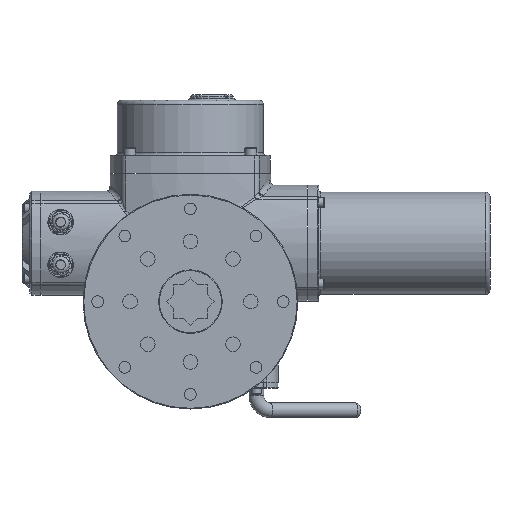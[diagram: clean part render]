
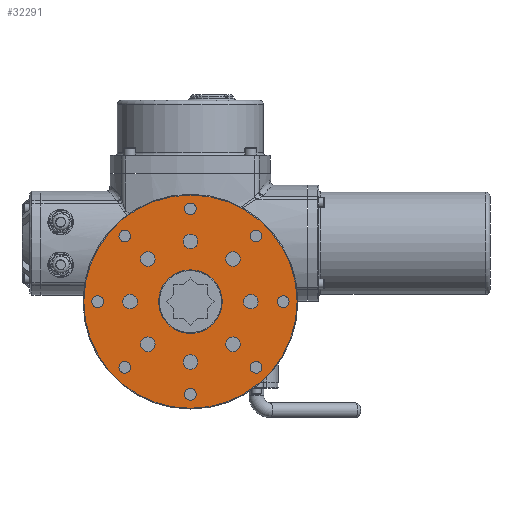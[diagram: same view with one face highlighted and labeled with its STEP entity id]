
A CAD part, front view. The second image highlights one B-rep face of the part: STEP entity #32291.
In plain terms, the highlighted planar face has unit normal (0, -1, 0).
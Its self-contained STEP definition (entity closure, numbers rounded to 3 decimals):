
#1119=FACE_BOUND('',#10970,.T.);
#1120=FACE_BOUND('',#10971,.T.);
#1121=FACE_BOUND('',#10972,.T.);
#1122=FACE_BOUND('',#10973,.T.);
#1123=FACE_BOUND('',#10974,.T.);
#1124=FACE_BOUND('',#10975,.T.);
#1125=FACE_BOUND('',#10976,.T.);
#1126=FACE_BOUND('',#10977,.T.);
#1127=FACE_BOUND('',#10978,.T.);
#1128=FACE_BOUND('',#10979,.T.);
#1129=FACE_BOUND('',#10980,.T.);
#1130=FACE_BOUND('',#10981,.T.);
#1131=FACE_BOUND('',#10982,.T.);
#1132=FACE_BOUND('',#10983,.T.);
#1133=FACE_BOUND('',#10984,.T.);
#1134=FACE_BOUND('',#10985,.T.);
#1135=FACE_BOUND('',#10986,.T.);
#1863=PLANE('',#34675);
#9076=FACE_OUTER_BOUND('',#10969,.T.);
#10969=EDGE_LOOP('',(#27444));
#10970=EDGE_LOOP('',(#27445));
#10971=EDGE_LOOP('',(#27446));
#10972=EDGE_LOOP('',(#27447));
#10973=EDGE_LOOP('',(#27448));
#10974=EDGE_LOOP('',(#27449));
#10975=EDGE_LOOP('',(#27450));
#10976=EDGE_LOOP('',(#27451));
#10977=EDGE_LOOP('',(#27452));
#10978=EDGE_LOOP('',(#27453));
#10979=EDGE_LOOP('',(#27454));
#10980=EDGE_LOOP('',(#27455));
#10981=EDGE_LOOP('',(#27456));
#10982=EDGE_LOOP('',(#27457));
#10983=EDGE_LOOP('',(#27458));
#10984=EDGE_LOOP('',(#27459));
#10985=EDGE_LOOP('',(#27460));
#10986=EDGE_LOOP('',(#27461));
#12153=CIRCLE('',#34671,146.);
#12156=CIRCLE('',#34676,8.);
#12157=CIRCLE('',#34677,10.);
#12158=CIRCLE('',#34678,8.);
#12159=CIRCLE('',#34679,8.);
#12160=CIRCLE('',#34680,8.);
#12161=CIRCLE('',#34681,8.);
#12162=CIRCLE('',#34682,8.);
#12163=CIRCLE('',#34683,8.);
#12164=CIRCLE('',#34684,8.);
#12165=CIRCLE('',#34685,10.);
#12166=CIRCLE('',#34686,10.);
#12167=CIRCLE('',#34687,10.);
#12168=CIRCLE('',#34688,10.);
#12169=CIRCLE('',#34689,10.);
#12170=CIRCLE('',#34690,43.5);
#12171=CIRCLE('',#34691,10.);
#12172=CIRCLE('',#34692,10.);
#14902=VERTEX_POINT('',#69145);
#14904=VERTEX_POINT('',#69154);
#14905=VERTEX_POINT('',#69156);
#14906=VERTEX_POINT('',#69158);
#14907=VERTEX_POINT('',#69160);
#14908=VERTEX_POINT('',#69162);
#14909=VERTEX_POINT('',#69164);
#14910=VERTEX_POINT('',#69166);
#14911=VERTEX_POINT('',#69168);
#14912=VERTEX_POINT('',#69170);
#14913=VERTEX_POINT('',#69172);
#14914=VERTEX_POINT('',#69174);
#14915=VERTEX_POINT('',#69176);
#14916=VERTEX_POINT('',#69178);
#14917=VERTEX_POINT('',#69180);
#14918=VERTEX_POINT('',#69182);
#14919=VERTEX_POINT('',#69184);
#14920=VERTEX_POINT('',#69186);
#19156=EDGE_CURVE('',#14902,#14902,#12153,.T.);
#19160=EDGE_CURVE('',#14904,#14904,#12156,.T.);
#19161=EDGE_CURVE('',#14905,#14905,#12157,.T.);
#19162=EDGE_CURVE('',#14906,#14906,#12158,.T.);
#19163=EDGE_CURVE('',#14907,#14907,#12159,.T.);
#19164=EDGE_CURVE('',#14908,#14908,#12160,.T.);
#19165=EDGE_CURVE('',#14909,#14909,#12161,.T.);
#19166=EDGE_CURVE('',#14910,#14910,#12162,.T.);
#19167=EDGE_CURVE('',#14911,#14911,#12163,.T.);
#19168=EDGE_CURVE('',#14912,#14912,#12164,.T.);
#19169=EDGE_CURVE('',#14913,#14913,#12165,.T.);
#19170=EDGE_CURVE('',#14914,#14914,#12166,.T.);
#19171=EDGE_CURVE('',#14915,#14915,#12167,.T.);
#19172=EDGE_CURVE('',#14916,#14916,#12168,.T.);
#19173=EDGE_CURVE('',#14917,#14917,#12169,.T.);
#19174=EDGE_CURVE('',#14918,#14918,#12170,.T.);
#19175=EDGE_CURVE('',#14919,#14919,#12171,.T.);
#19176=EDGE_CURVE('',#14920,#14920,#12172,.T.);
#27444=ORIENTED_EDGE('',*,*,#19156,.F.);
#27445=ORIENTED_EDGE('',*,*,#19160,.F.);
#27446=ORIENTED_EDGE('',*,*,#19161,.F.);
#27447=ORIENTED_EDGE('',*,*,#19162,.F.);
#27448=ORIENTED_EDGE('',*,*,#19163,.F.);
#27449=ORIENTED_EDGE('',*,*,#19164,.F.);
#27450=ORIENTED_EDGE('',*,*,#19165,.F.);
#27451=ORIENTED_EDGE('',*,*,#19166,.F.);
#27452=ORIENTED_EDGE('',*,*,#19167,.F.);
#27453=ORIENTED_EDGE('',*,*,#19168,.F.);
#27454=ORIENTED_EDGE('',*,*,#19169,.F.);
#27455=ORIENTED_EDGE('',*,*,#19170,.F.);
#27456=ORIENTED_EDGE('',*,*,#19171,.F.);
#27457=ORIENTED_EDGE('',*,*,#19172,.F.);
#27458=ORIENTED_EDGE('',*,*,#19173,.F.);
#27459=ORIENTED_EDGE('',*,*,#19174,.F.);
#27460=ORIENTED_EDGE('',*,*,#19175,.F.);
#27461=ORIENTED_EDGE('',*,*,#19176,.F.);
#32291=ADVANCED_FACE('',(#9076,#1119,#1120,#1121,#1122,#1123,#1124,#1125,
#1126,#1127,#1128,#1129,#1130,#1131,#1132,#1133,#1134,#1135),#1863,.F.);
#34671=AXIS2_PLACEMENT_3D('',#69147,#40932,#40933);
#34675=AXIS2_PLACEMENT_3D('',#69153,#40941,#40942);
#34676=AXIS2_PLACEMENT_3D('',#69155,#40943,#40944);
#34677=AXIS2_PLACEMENT_3D('',#69157,#40945,#40946);
#34678=AXIS2_PLACEMENT_3D('',#69159,#40947,#40948);
#34679=AXIS2_PLACEMENT_3D('',#69161,#40949,#40950);
#34680=AXIS2_PLACEMENT_3D('',#69163,#40951,#40952);
#34681=AXIS2_PLACEMENT_3D('',#69165,#40953,#40954);
#34682=AXIS2_PLACEMENT_3D('',#69167,#40955,#40956);
#34683=AXIS2_PLACEMENT_3D('',#69169,#40957,#40958);
#34684=AXIS2_PLACEMENT_3D('',#69171,#40959,#40960);
#34685=AXIS2_PLACEMENT_3D('',#69173,#40961,#40962);
#34686=AXIS2_PLACEMENT_3D('',#69175,#40963,#40964);
#34687=AXIS2_PLACEMENT_3D('',#69177,#40965,#40966);
#34688=AXIS2_PLACEMENT_3D('',#69179,#40967,#40968);
#34689=AXIS2_PLACEMENT_3D('',#69181,#40969,#40970);
#34690=AXIS2_PLACEMENT_3D('',#69183,#40971,#40972);
#34691=AXIS2_PLACEMENT_3D('',#69185,#40973,#40974);
#34692=AXIS2_PLACEMENT_3D('',#69187,#40975,#40976);
#40932=DIRECTION('center_axis',(0.,1.,0.));
#40933=DIRECTION('ref_axis',(1.,0.,0.));
#40941=DIRECTION('center_axis',(0.,1.,0.));
#40942=DIRECTION('ref_axis',(0.,0.,1.));
#40943=DIRECTION('center_axis',(0.,-1.,0.));
#40944=DIRECTION('ref_axis',(1.,0.,0.));
#40945=DIRECTION('center_axis',(0.,-1.,0.));
#40946=DIRECTION('ref_axis',(1.,0.,0.));
#40947=DIRECTION('center_axis',(0.,-1.,0.));
#40948=DIRECTION('ref_axis',(1.,0.,0.));
#40949=DIRECTION('center_axis',(0.,-1.,0.));
#40950=DIRECTION('ref_axis',(1.,0.,0.));
#40951=DIRECTION('center_axis',(0.,-1.,0.));
#40952=DIRECTION('ref_axis',(1.,0.,0.));
#40953=DIRECTION('center_axis',(0.,-1.,0.));
#40954=DIRECTION('ref_axis',(1.,0.,0.));
#40955=DIRECTION('center_axis',(0.,-1.,0.));
#40956=DIRECTION('ref_axis',(1.,0.,0.));
#40957=DIRECTION('center_axis',(0.,-1.,0.));
#40958=DIRECTION('ref_axis',(1.,0.,0.));
#40959=DIRECTION('center_axis',(0.,-1.,0.));
#40960=DIRECTION('ref_axis',(1.,0.,0.));
#40961=DIRECTION('center_axis',(0.,-1.,0.));
#40962=DIRECTION('ref_axis',(1.,0.,0.));
#40963=DIRECTION('center_axis',(0.,-1.,0.));
#40964=DIRECTION('ref_axis',(1.,0.,0.));
#40965=DIRECTION('center_axis',(0.,-1.,0.));
#40966=DIRECTION('ref_axis',(1.,0.,0.));
#40967=DIRECTION('center_axis',(0.,-1.,0.));
#40968=DIRECTION('ref_axis',(1.,0.,0.));
#40969=DIRECTION('center_axis',(0.,-1.,0.));
#40970=DIRECTION('ref_axis',(1.,0.,0.));
#40971=DIRECTION('center_axis',(0.,-1.,0.));
#40972=DIRECTION('ref_axis',(1.,0.,0.));
#40973=DIRECTION('center_axis',(0.,-1.,0.));
#40974=DIRECTION('ref_axis',(1.,0.,0.));
#40975=DIRECTION('center_axis',(0.,-1.,0.));
#40976=DIRECTION('ref_axis',(1.,0.,0.));
#69145=CARTESIAN_POINT('',(0.,0.,-146.));
#69147=CARTESIAN_POINT('Origin',(0.,0.,0.));
#69153=CARTESIAN_POINT('Origin',(0.,0.,0.));
#69154=CARTESIAN_POINT('',(81.803,0.,-89.803));
#69155=CARTESIAN_POINT('Origin',(89.803,0.,-89.803));
#69156=CARTESIAN_POINT('',(48.336,0.,-58.336));
#69157=CARTESIAN_POINT('Origin',(58.336,0.,-58.336));
#69158=CARTESIAN_POINT('',(119.,0.,0.));
#69159=CARTESIAN_POINT('Origin',(127.,0.,0.));
#69160=CARTESIAN_POINT('',(81.803,0.,89.803));
#69161=CARTESIAN_POINT('Origin',(89.803,0.,89.803));
#69162=CARTESIAN_POINT('',(-8.,0.,127.));
#69163=CARTESIAN_POINT('Origin',(0.,0.,127.));
#69164=CARTESIAN_POINT('',(-97.803,0.,89.803));
#69165=CARTESIAN_POINT('Origin',(-89.803,0.,89.803));
#69166=CARTESIAN_POINT('',(-135.,0.,0.));
#69167=CARTESIAN_POINT('Origin',(-127.,0.,0.));
#69168=CARTESIAN_POINT('',(-97.803,0.,-89.803));
#69169=CARTESIAN_POINT('Origin',(-89.803,0.,-89.803));
#69170=CARTESIAN_POINT('',(-8.,0.,-127.));
#69171=CARTESIAN_POINT('Origin',(0.,0.,-127.));
#69172=CARTESIAN_POINT('',(72.5,0.,0.));
#69173=CARTESIAN_POINT('Origin',(82.5,0.,0.));
#69174=CARTESIAN_POINT('',(48.336,0.,58.336));
#69175=CARTESIAN_POINT('Origin',(58.336,0.,58.336));
#69176=CARTESIAN_POINT('',(-10.,0.,82.5));
#69177=CARTESIAN_POINT('Origin',(0.,0.,82.5));
#69178=CARTESIAN_POINT('',(-68.336,0.,58.336));
#69179=CARTESIAN_POINT('Origin',(-58.336,0.,58.336));
#69180=CARTESIAN_POINT('',(-92.5,0.,0.));
#69181=CARTESIAN_POINT('Origin',(-82.5,0.,0.));
#69182=CARTESIAN_POINT('',(-43.5,0.,0.));
#69183=CARTESIAN_POINT('Origin',(0.,0.,0.));
#69184=CARTESIAN_POINT('',(-10.,0.,-82.5));
#69185=CARTESIAN_POINT('Origin',(0.,0.,-82.5));
#69186=CARTESIAN_POINT('',(-68.336,0.,-58.336));
#69187=CARTESIAN_POINT('Origin',(-58.336,0.,-58.336));
